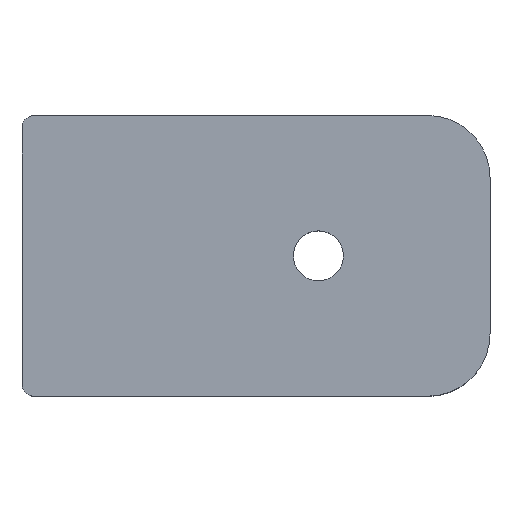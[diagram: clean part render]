
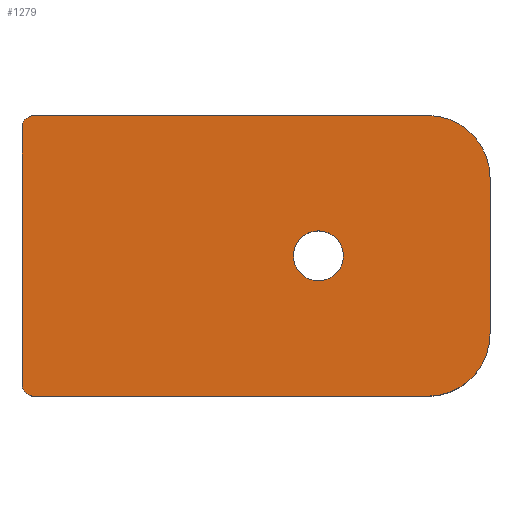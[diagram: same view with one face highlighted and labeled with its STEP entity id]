
A CAD part, top view. The second image highlights one B-rep face of the part: STEP entity #1279.
In plain terms, the highlighted planar face has unit normal (0, 0, 1).
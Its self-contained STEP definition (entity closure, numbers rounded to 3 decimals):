
#97 = CIRCLE ( 'NONE', #2342, 4. ) ;
#110 = DIRECTION ( 'NONE',  ( 0., 0., 1. ) ) ;
#142 = AXIS2_PLACEMENT_3D ( 'NONE', #277, #110, #264 ) ;
#148 = ORIENTED_EDGE ( 'NONE', *, *, #2447, .F. ) ;
#157 = CIRCLE ( 'NONE', #1705, 10. ) ;
#169 = CARTESIAN_POINT ( 'NONE',  ( -22.5, 22.5, 0. ) ) ;
#229 = VERTEX_POINT ( 'NONE', #1557 ) ;
#230 = CARTESIAN_POINT ( 'NONE',  ( -20.5, 20.5, 0. ) ) ;
#262 = ORIENTED_EDGE ( 'NONE', *, *, #2305, .T. ) ;
#264 = DIRECTION ( 'NONE',  ( 1., 0., 0. ) ) ;
#269 = DIRECTION ( 'NONE',  ( 1., 0., 0. ) ) ;
#277 = CARTESIAN_POINT ( 'NONE',  ( 0., 0., 0. ) ) ;
#290 = CARTESIAN_POINT ( 'NONE',  ( 42.5, -22.5, 0. ) ) ;
#325 = AXIS2_PLACEMENT_3D ( 'NONE', #2360, #1357, #1582 ) ;
#382 = AXIS2_PLACEMENT_3D ( 'NONE', #2601, #714, #1944 ) ;
#393 = CARTESIAN_POINT ( 'NONE',  ( -20.5, 22.5, 0. ) ) ;
#395 = DIRECTION ( 'NONE',  ( 1., 0., 0. ) ) ;
#415 = ORIENTED_EDGE ( 'NONE', *, *, #1813, .T. ) ;
#428 = VERTEX_POINT ( 'NONE', #2109 ) ;
#432 = ORIENTED_EDGE ( 'NONE', *, *, #1469, .T. ) ;
#439 = EDGE_CURVE ( 'NONE', #2016, #2358, #157, .T. ) ;
#457 = CARTESIAN_POINT ( 'NONE',  ( 52.5, -12.5, 0. ) ) ;
#538 = CIRCLE ( 'NONE', #1993, 2. ) ;
#601 = ORIENTED_EDGE ( 'NONE', *, *, #1014, .F. ) ;
#625 = CIRCLE ( 'NONE', #2177, 4. ) ;
#676 = DIRECTION ( 'NONE',  ( 1., 0., 0. ) ) ;
#679 = EDGE_CURVE ( 'NONE', #2369, #1116, #2021, .T. ) ;
#713 = FACE_OUTER_BOUND ( 'NONE', #2564, .T. ) ;
#714 = DIRECTION ( 'NONE',  ( 0., 0., 1. ) ) ;
#817 = LINE ( 'NONE', #169, #1403 ) ;
#826 = EDGE_CURVE ( 'NONE', #1739, #229, #97, .T. ) ;
#877 = DIRECTION ( 'NONE',  ( 1., 0., 0. ) ) ;
#900 = CARTESIAN_POINT ( 'NONE',  ( -22.5, 22.5, 0. ) ) ;
#923 = EDGE_CURVE ( 'NONE', #1732, #428, #538, .T. ) ;
#994 = LINE ( 'NONE', #1864, #2117 ) ;
#1014 = EDGE_CURVE ( 'NONE', #2016, #1116, #994, .T. ) ;
#1079 = CARTESIAN_POINT ( 'NONE',  ( 42.5, 12.5, 0. ) ) ;
#1116 = VERTEX_POINT ( 'NONE', #457 ) ;
#1137 = PLANE ( 'NONE',  #142 ) ;
#1147 = DIRECTION ( 'NONE',  ( -1., 0., 0. ) ) ;
#1247 = CARTESIAN_POINT ( 'NONE',  ( 29., 0., 0. ) ) ;
#1279 = ADVANCED_FACE ( 'NONE', ( #1495, #713 ), #1137, .T. ) ;
#1286 = CARTESIAN_POINT ( 'NONE',  ( -22.5, -20.5, 0. ) ) ;
#1357 = DIRECTION ( 'NONE',  ( 0., 0., 1. ) ) ;
#1403 = VECTOR ( 'NONE', #2274, 1000. ) ;
#1469 = EDGE_CURVE ( 'NONE', #428, #2443, #817, .T. ) ;
#1495 = FACE_BOUND ( 'NONE', #1693, .T. ) ;
#1515 = CIRCLE ( 'NONE', #325, 2. ) ;
#1529 = CARTESIAN_POINT ( 'NONE',  ( 25., 0., 0. ) ) ;
#1557 = CARTESIAN_POINT ( 'NONE',  ( 21., 0., 0. ) ) ;
#1572 = CARTESIAN_POINT ( 'NONE',  ( 52.5, 12.5, 0. ) ) ;
#1577 = VECTOR ( 'NONE', #1147, 1000. ) ;
#1581 = ORIENTED_EDGE ( 'NONE', *, *, #1638, .T. ) ;
#1582 = DIRECTION ( 'NONE',  ( 1., 0., 0. ) ) ;
#1638 = EDGE_CURVE ( 'NONE', #2256, #2369, #2340, .T. ) ;
#1658 = ORIENTED_EDGE ( 'NONE', *, *, #679, .T. ) ;
#1689 = DIRECTION ( 'NONE',  ( 0., 0., 1. ) ) ;
#1693 = EDGE_LOOP ( 'NONE', ( #1770, #148 ) ) ;
#1705 = AXIS2_PLACEMENT_3D ( 'NONE', #1079, #1915, #877 ) ;
#1732 = VERTEX_POINT ( 'NONE', #393 ) ;
#1739 = VERTEX_POINT ( 'NONE', #1247 ) ;
#1769 = LINE ( 'NONE', #900, #1577 ) ;
#1770 = ORIENTED_EDGE ( 'NONE', *, *, #826, .F. ) ;
#1813 = EDGE_CURVE ( 'NONE', #2358, #1732, #1769, .T. ) ;
#1864 = CARTESIAN_POINT ( 'NONE',  ( 52.5, 22.5, 0. ) ) ;
#1870 = DIRECTION ( 'NONE',  ( 1., 0., 0. ) ) ;
#1898 = ORIENTED_EDGE ( 'NONE', *, *, #439, .T. ) ;
#1915 = DIRECTION ( 'NONE',  ( 0., 0., 1. ) ) ;
#1927 = CARTESIAN_POINT ( 'NONE',  ( 42.5, 22.5, 0. ) ) ;
#1944 = DIRECTION ( 'NONE',  ( 1., 0., 0. ) ) ;
#1993 = AXIS2_PLACEMENT_3D ( 'NONE', #230, #2550, #676 ) ;
#2016 = VERTEX_POINT ( 'NONE', #1572 ) ;
#2021 = CIRCLE ( 'NONE', #382, 10. ) ;
#2066 = ORIENTED_EDGE ( 'NONE', *, *, #923, .T. ) ;
#2109 = CARTESIAN_POINT ( 'NONE',  ( -22.5, 20.5, 0. ) ) ;
#2117 = VECTOR ( 'NONE', #2289, 1000. ) ;
#2177 = AXIS2_PLACEMENT_3D ( 'NONE', #1529, #1689, #269 ) ;
#2256 = VERTEX_POINT ( 'NONE', #2471 ) ;
#2274 = DIRECTION ( 'NONE',  ( 0., -1., 0. ) ) ;
#2289 = DIRECTION ( 'NONE',  ( 0., -1., 0. ) ) ;
#2305 = EDGE_CURVE ( 'NONE', #2443, #2256, #1515, .T. ) ;
#2310 = CARTESIAN_POINT ( 'NONE',  ( -22.5, -22.5, 0. ) ) ;
#2340 = LINE ( 'NONE', #2310, #2455 ) ;
#2342 = AXIS2_PLACEMENT_3D ( 'NONE', #2699, #2489, #395 ) ;
#2358 = VERTEX_POINT ( 'NONE', #1927 ) ;
#2360 = CARTESIAN_POINT ( 'NONE',  ( -20.5, -20.5, 0. ) ) ;
#2369 = VERTEX_POINT ( 'NONE', #290 ) ;
#2443 = VERTEX_POINT ( 'NONE', #1286 ) ;
#2447 = EDGE_CURVE ( 'NONE', #229, #1739, #625, .T. ) ;
#2455 = VECTOR ( 'NONE', #1870, 1000. ) ;
#2471 = CARTESIAN_POINT ( 'NONE',  ( -20.5, -22.5, 0. ) ) ;
#2489 = DIRECTION ( 'NONE',  ( 0., 0., 1. ) ) ;
#2550 = DIRECTION ( 'NONE',  ( 0., 0., 1. ) ) ;
#2564 = EDGE_LOOP ( 'NONE', ( #432, #262, #1581, #1658, #601, #1898, #415, #2066 ) ) ;
#2601 = CARTESIAN_POINT ( 'NONE',  ( 42.5, -12.5, 0. ) ) ;
#2699 = CARTESIAN_POINT ( 'NONE',  ( 25., 0., 0. ) ) ;
